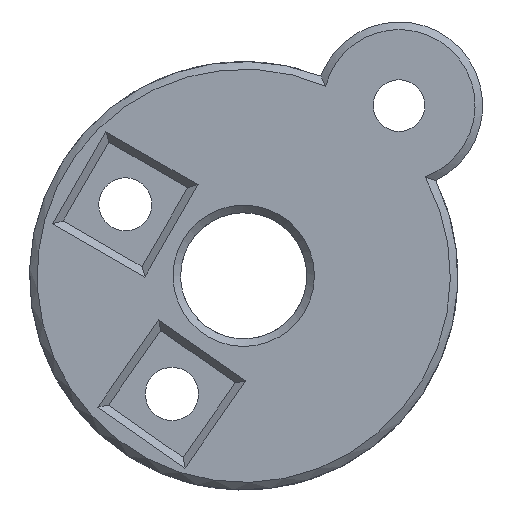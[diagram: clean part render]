
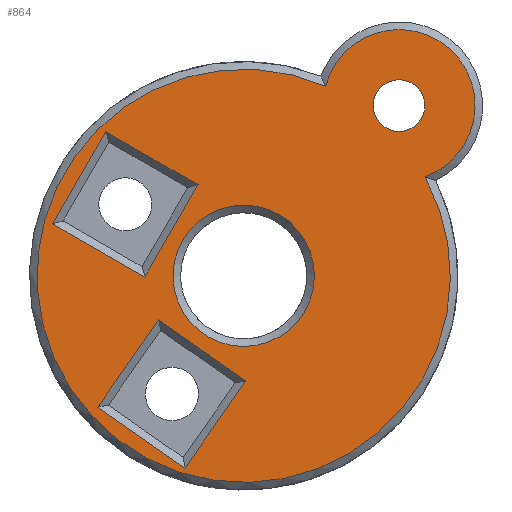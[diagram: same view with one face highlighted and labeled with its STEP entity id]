
A CAD part, front view. The second image highlights one B-rep face of the part: STEP entity #864.
In plain terms, the highlighted planar face has unit normal (0, -1, 0).
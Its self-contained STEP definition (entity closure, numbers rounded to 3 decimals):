
#15=FACE_BOUND('',#141,.T.);
#16=FACE_BOUND('',#142,.T.);
#17=FACE_BOUND('',#143,.T.);
#18=FACE_BOUND('',#144,.T.);
#26=PLANE('',#940);
#89=FACE_OUTER_BOUND('',#140,.T.);
#140=EDGE_LOOP('',(#652,#653));
#141=EDGE_LOOP('',(#654));
#142=EDGE_LOOP('',(#655,#656,#657,#658));
#143=EDGE_LOOP('',(#659));
#144=EDGE_LOOP('',(#660,#661,#662,#663));
#192=CIRCLE('',#925,1.7);
#197=CIRCLE('',#936,5.);
#199=CIRCLE('',#939,13.596);
#200=CIRCLE('',#941,4.65);
#244=LINE('',#3521,#309);
#245=LINE('',#3523,#310);
#246=LINE('',#3525,#311);
#247=LINE('',#3526,#312);
#248=LINE('',#3531,#313);
#249=LINE('',#3533,#314);
#250=LINE('',#3535,#315);
#251=LINE('',#3536,#316);
#309=VECTOR('',#1068,10.);
#310=VECTOR('',#1069,10.);
#311=VECTOR('',#1070,10.);
#312=VECTOR('',#1071,10.);
#313=VECTOR('',#1074,10.);
#314=VECTOR('',#1075,10.);
#315=VECTOR('',#1076,10.);
#316=VECTOR('',#1077,10.);
#385=VERTEX_POINT('',#1455);
#393=VERTEX_POINT('',#3504);
#394=VERTEX_POINT('',#3509);
#395=VERTEX_POINT('',#3519);
#396=VERTEX_POINT('',#3520);
#397=VERTEX_POINT('',#3522);
#398=VERTEX_POINT('',#3524);
#399=VERTEX_POINT('',#3527);
#400=VERTEX_POINT('',#3529);
#401=VERTEX_POINT('',#3530);
#402=VERTEX_POINT('',#3532);
#403=VERTEX_POINT('',#3534);
#468=EDGE_CURVE('',#385,#385,#192,.T.);
#489=EDGE_CURVE('',#394,#393,#197,.T.);
#491=EDGE_CURVE('',#393,#394,#199,.T.);
#492=EDGE_CURVE('',#395,#396,#244,.T.);
#493=EDGE_CURVE('',#397,#395,#245,.T.);
#494=EDGE_CURVE('',#398,#397,#246,.T.);
#495=EDGE_CURVE('',#396,#398,#247,.T.);
#496=EDGE_CURVE('',#399,#399,#200,.T.);
#497=EDGE_CURVE('',#400,#401,#248,.T.);
#498=EDGE_CURVE('',#402,#400,#249,.T.);
#499=EDGE_CURVE('',#403,#402,#250,.T.);
#500=EDGE_CURVE('',#401,#403,#251,.T.);
#652=ORIENTED_EDGE('',*,*,#491,.F.);
#653=ORIENTED_EDGE('',*,*,#489,.F.);
#654=ORIENTED_EDGE('',*,*,#468,.T.);
#655=ORIENTED_EDGE('',*,*,#492,.F.);
#656=ORIENTED_EDGE('',*,*,#493,.F.);
#657=ORIENTED_EDGE('',*,*,#494,.F.);
#658=ORIENTED_EDGE('',*,*,#495,.F.);
#659=ORIENTED_EDGE('',*,*,#496,.F.);
#660=ORIENTED_EDGE('',*,*,#497,.F.);
#661=ORIENTED_EDGE('',*,*,#498,.F.);
#662=ORIENTED_EDGE('',*,*,#499,.F.);
#663=ORIENTED_EDGE('',*,*,#500,.F.);
#864=ADVANCED_FACE('',(#89,#15,#16,#17,#18),#26,.F.);
#925=AXIS2_PLACEMENT_3D('',#1457,#1033,#1034);
#936=AXIS2_PLACEMENT_3D('',#3514,#1058,#1059);
#939=AXIS2_PLACEMENT_3D('',#3517,#1064,#1065);
#940=AXIS2_PLACEMENT_3D('',#3518,#1066,#1067);
#941=AXIS2_PLACEMENT_3D('',#3528,#1072,#1073);
#1033=DIRECTION('center_axis',(0.,1.,0.));
#1034=DIRECTION('ref_axis',(-1.,0.,0.));
#1058=DIRECTION('center_axis',(0.,1.,0.));
#1059=DIRECTION('ref_axis',(0.935,0.,-0.354));
#1064=DIRECTION('center_axis',(0.,1.,0.));
#1065=DIRECTION('ref_axis',(-1.,0.,0.));
#1066=DIRECTION('center_axis',(0.,1.,0.));
#1067=DIRECTION('ref_axis',(-1.,0.,0.));
#1068=DIRECTION('',(-0.866,0.,0.5));
#1069=DIRECTION('',(0.5,0.,0.866));
#1070=DIRECTION('',(0.866,0.,-0.5));
#1071=DIRECTION('',(-0.5,0.,-0.866));
#1072=DIRECTION('center_axis',(0.,-1.,0.));
#1073=DIRECTION('ref_axis',(1.,0.,0.));
#1074=DIRECTION('',(-0.574,0.,-0.819));
#1075=DIRECTION('',(-0.819,0.,0.574));
#1076=DIRECTION('',(0.574,0.,0.819));
#1077=DIRECTION('',(0.819,0.,-0.574));
#1455=CARTESIAN_POINT('',(-422.978,81.78,-328.978));
#1457=CARTESIAN_POINT('Origin',(-424.678,81.78,-328.978));
#3504=CARTESIAN_POINT('',(-422.963,81.78,-333.675));
#3509=CARTESIAN_POINT('',(-429.512,81.78,-327.698));
#3514=CARTESIAN_POINT('Origin',(-424.678,81.78,-328.978));
#3517=CARTESIAN_POINT('Origin',(-434.902,81.78,-340.18));
#3518=CARTESIAN_POINT('Origin',(-433.073,81.78,-338.877));
#3519=CARTESIAN_POINT('',(-437.907,81.78,-334.196));
#3520=CARTESIAN_POINT('',(-443.969,81.78,-330.696));
#3521=CARTESIAN_POINT('',(-438.299,81.78,-333.969));
#3522=CARTESIAN_POINT('',(-441.407,81.78,-340.258));
#3523=CARTESIAN_POINT('',(-438.952,81.78,-336.006));
#3524=CARTESIAN_POINT('',(-447.469,81.78,-336.758));
#3525=CARTESIAN_POINT('',(-439.201,81.78,-341.531));
#3526=CARTESIAN_POINT('',(-446.514,81.78,-335.104));
#3527=CARTESIAN_POINT('',(-439.552,81.78,-340.18));
#3528=CARTESIAN_POINT('Origin',(-434.902,81.78,-340.18));
#3529=CARTESIAN_POINT('',(-440.486,81.78,-343.078));
#3530=CARTESIAN_POINT('',(-444.501,81.78,-348.812));
#3531=CARTESIAN_POINT('',(-440.75,81.78,-343.456));
#3532=CARTESIAN_POINT('',(-434.752,81.78,-347.093));
#3533=CARTESIAN_POINT('',(-439.088,81.78,-344.057));
#3534=CARTESIAN_POINT('',(-438.767,81.78,-352.827));
#3535=CARTESIAN_POINT('',(-433.296,81.78,-345.014));
#3536=CARTESIAN_POINT('',(-440.646,81.78,-351.511));
